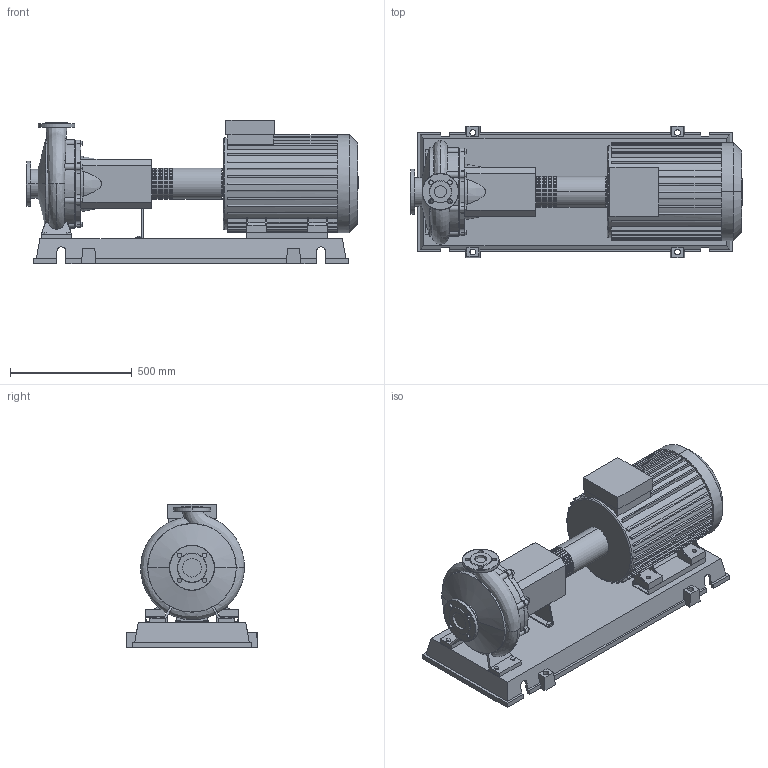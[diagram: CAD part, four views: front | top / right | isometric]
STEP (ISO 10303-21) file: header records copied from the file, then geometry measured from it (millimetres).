
FILE_DESCRIPTION((''),'2;1');
FILE_NAME('3d_NL40_315-37-2-12-4109031.stp','2015-03-03T07:08:14',(''),(''),'Mechanical Desktop 2009','Mechanical Desktop 2009',', , ');
FILE_SCHEMA(('CONFIG_CONTROL_DESIGN'));
Length unit declared in the file: millimetre
Products named in the file (1): Product
Bounding box: 1362 x 540 x 589 mm (x, y, z)
Volume: 112781711.8 mm3; surface area: 4878054.9 mm2
Topology: 13 solids, 13 shells, 869 faces, 2286 edges, 1503 vertices
Faces by surface type: plane 442, bspline 210, cylinder 201, cone 10, torus 6
Entity records: 31411 total; most frequent: CARTESIAN_POINT 9999, ORIENTED_EDGE 4574, DIRECTION 4203, EDGE_CURVE 2287, VERTEX_POINT 1502, VECTOR 1451, LINE 1451, AXIS2_PLACEMENT_3D 1376
